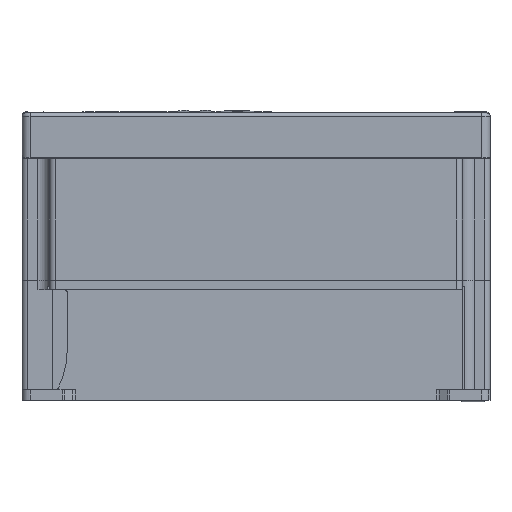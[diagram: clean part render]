
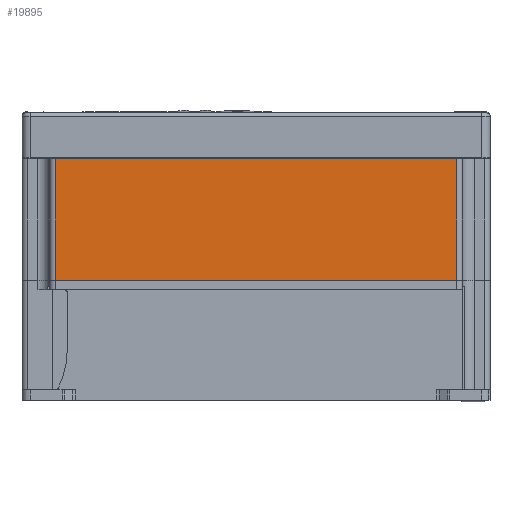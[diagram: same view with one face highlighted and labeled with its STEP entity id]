
A CAD part, left-side view. The second image highlights one B-rep face of the part: STEP entity #19895.
In plain terms, the highlighted planar face has unit normal (-1, 0, 0).
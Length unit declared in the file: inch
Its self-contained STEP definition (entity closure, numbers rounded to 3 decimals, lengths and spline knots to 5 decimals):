
#502 = FACE_OUTER_BOUND ( 'NONE', #15900, .T. ) ;
#602 = VECTOR ( 'NONE', #50396, 39.37008 ) ;
#730 = DIRECTION ( 'NONE',  ( 1., 0., 0. ) ) ;
#2865 = ORIENTED_EDGE ( 'NONE', *, *, #11655, .T. ) ;
#4041 = LINE ( 'NONE', #18473, #34932 ) ;
#9027 = VERTEX_POINT ( 'NONE', #41383 ) ;
#11357 = LINE ( 'NONE', #18204, #602 ) ;
#11655 = EDGE_CURVE ( 'NONE', #37661, #49330, #31765, .T. ) ;
#15012 = DIRECTION ( 'NONE',  ( 0., 0., -1. ) ) ;
#15900 = EDGE_LOOP ( 'NONE', ( #46710, #2865, #42093, #46541 ) ) ;
#18204 = CARTESIAN_POINT ( 'NONE',  ( -2.955, -4.395, 0.29 ) ) ;
#18473 = CARTESIAN_POINT ( 'NONE',  ( -2.955, 5.12, 0.29 ) ) ;
#19895 = ADVANCED_FACE ( 'NONE', ( #502 ), #24827, .F. ) ;
#20639 = CARTESIAN_POINT ( 'NONE',  ( -2.955, 5.12, -5. ) ) ;
#21226 = LINE ( 'NONE', #40086, #50860 ) ;
#24676 = EDGE_CURVE ( 'NONE', #9027, #41377, #11357, .T. ) ;
#24827 = PLANE ( 'NONE',  #29310 ) ;
#26071 = CARTESIAN_POINT ( 'NONE',  ( -2.955, 4.395, -2.375 ) ) ;
#28891 = DIRECTION ( 'NONE',  ( 0., 0., -1. ) ) ;
#29310 = AXIS2_PLACEMENT_3D ( 'NONE', #20639, #730, #28891 ) ;
#30500 = VECTOR ( 'NONE', #15012, 39.37008 ) ;
#31109 = EDGE_CURVE ( 'NONE', #49330, #9027, #21226, .T. ) ;
#31447 = CARTESIAN_POINT ( 'NONE',  ( -2.955, -4.395, 0.29 ) ) ;
#31765 = LINE ( 'NONE', #39271, #30500 ) ;
#32359 = DIRECTION ( 'NONE',  ( 0., -1., 0. ) ) ;
#33286 = CARTESIAN_POINT ( 'NONE',  ( -2.955, 4.395, 0.29 ) ) ;
#34932 = VECTOR ( 'NONE', #50672, 39.37008 ) ;
#37661 = VERTEX_POINT ( 'NONE', #33286 ) ;
#39271 = CARTESIAN_POINT ( 'NONE',  ( -2.955, 4.395, -5. ) ) ;
#40086 = CARTESIAN_POINT ( 'NONE',  ( -2.955, 5.12, -2.375 ) ) ;
#41377 = VERTEX_POINT ( 'NONE', #31447 ) ;
#41383 = CARTESIAN_POINT ( 'NONE',  ( -2.955, -4.395, -2.375 ) ) ;
#42093 = ORIENTED_EDGE ( 'NONE', *, *, #31109, .T. ) ;
#46541 = ORIENTED_EDGE ( 'NONE', *, *, #24676, .T. ) ;
#46710 = ORIENTED_EDGE ( 'NONE', *, *, #50141, .T. ) ;
#49330 = VERTEX_POINT ( 'NONE', #26071 ) ;
#50141 = EDGE_CURVE ( 'NONE', #41377, #37661, #4041, .T. ) ;
#50396 = DIRECTION ( 'NONE',  ( 0., 0., 1. ) ) ;
#50672 = DIRECTION ( 'NONE',  ( 0., 1., 0. ) ) ;
#50860 = VECTOR ( 'NONE', #32359, 39.37008 ) ;
